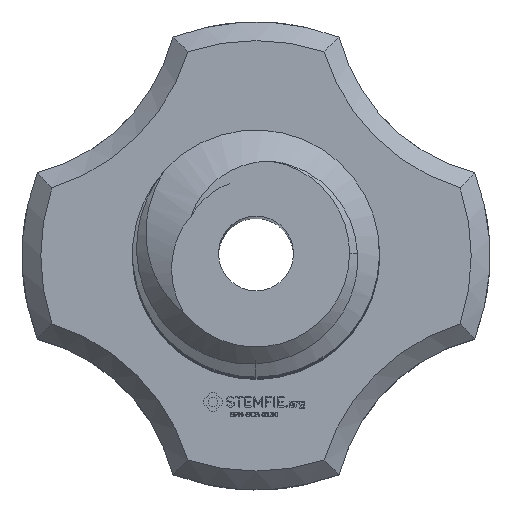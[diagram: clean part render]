
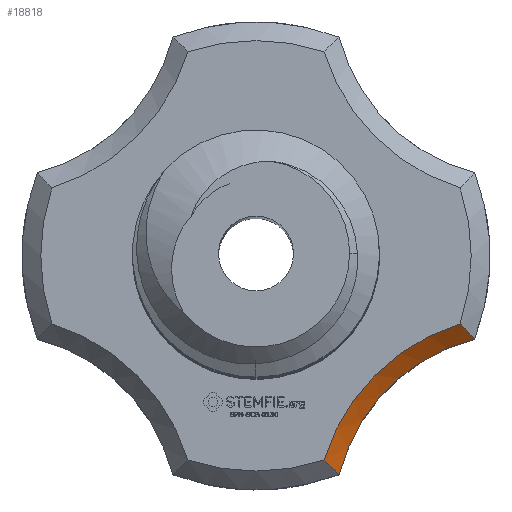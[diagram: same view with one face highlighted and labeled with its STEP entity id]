
A CAD part, top view. The second image highlights one B-rep face of the part: STEP entity #18818.
In plain terms, the highlighted conical face has half-angle 45 degrees and reference radius 5 mm.
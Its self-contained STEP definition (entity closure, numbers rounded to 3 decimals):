
#4279 = VERTEX_POINT('',#4280);
#4280 = CARTESIAN_POINT('',(5.841,-2.225,-0.5));
#4294 = CYLINDRICAL_SURFACE('',#4295,5.);
#4295 = AXIS2_PLACEMENT_3D('',#4296,#4297,#4298);
#4296 = CARTESIAN_POINT('',(7.071,-7.071,0.));
#4297 = DIRECTION('',(-0.,0.,1.));
#4298 = DIRECTION('',(1.,0.,0.));
#4321 = CONICAL_SURFACE('',#4322,6.25,0.785);
#4322 = AXIS2_PLACEMENT_3D('',#4323,#4324,#4325);
#4323 = CARTESIAN_POINT('',(0.,0.,-0.5));
#4324 = DIRECTION('',(0.,0.,-1.));
#4325 = DIRECTION('',(0.934,0.356,0.));
#5045 = EDGE_CURVE('',#4279,#5046,#5048,.T.);
#5046 = VERTEX_POINT('',#5047);
#5047 = CARTESIAN_POINT('',(5.457,-1.814,0.));
#5048 = SURFACE_CURVE('',#5049,(#5054,#5064),.PCURVE_S1.);
#5049 = ELLIPSE('',#5050,7.526,2.577);
#5050 = AXIS2_PLACEMENT_3D('',#5051,#5052,#5053);
#5051 = CARTESIAN_POINT('',(3.536,-3.536,0.125));
#5052 = DIRECTION('',(0.47,-0.47,0.747));
#5053 = DIRECTION('',(0.528,-0.528,-0.664));
#5054 = PCURVE('',#4321,#5055);
#5055 = DEFINITIONAL_REPRESENTATION('',(#5056),#5063);
#5056 = B_SPLINE_CURVE_WITH_KNOTS('',5,(#5057,#5058,#5059,#5060,#5061,
    #5062),.UNSPECIFIED.,.F.,.F.,(6,6),(1.445,1.546),
  .PIECEWISE_BEZIER_KNOTS.);
#5057 = CARTESIAN_POINT('',(0.728,0.));
#5058 = CARTESIAN_POINT('',(0.72,-0.1));
#5059 = CARTESIAN_POINT('',(0.711,-0.199));
#5060 = CARTESIAN_POINT('',(0.703,-0.299));
#5061 = CARTESIAN_POINT('',(0.694,-0.4));
#5062 = CARTESIAN_POINT('',(0.685,-0.5));
#5063 = ( GEOMETRIC_REPRESENTATION_CONTEXT(2) 
PARAMETRIC_REPRESENTATION_CONTEXT() REPRESENTATION_CONTEXT('2D SPACE',''
  ) );
#5064 = PCURVE('',#5065,#5070);
#5065 = CONICAL_SURFACE('',#5066,5.,0.785);
#5066 = AXIS2_PLACEMENT_3D('',#5067,#5068,#5069);
#5067 = CARTESIAN_POINT('',(7.071,-7.071,-0.5));
#5068 = DIRECTION('',(-0.,0.,1.));
#5069 = DIRECTION('',(-0.969,0.246,-0.));
#5070 = DEFINITIONAL_REPRESENTATION('',(#5071),#5078);
#5071 = B_SPLINE_CURVE_WITH_KNOTS('',5,(#5072,#5073,#5074,#5075,#5076,
    #5077),.UNSPECIFIED.,.F.,.F.,(6,6),(1.445,1.546),
  .PIECEWISE_BEZIER_KNOTS.);
#5072 = CARTESIAN_POINT('',(-1.073,0.));
#5073 = CARTESIAN_POINT('',(-1.063,0.1));
#5074 = CARTESIAN_POINT('',(-1.053,0.199));
#5075 = CARTESIAN_POINT('',(-1.043,0.299));
#5076 = CARTESIAN_POINT('',(-1.034,0.4));
#5077 = CARTESIAN_POINT('',(-1.024,0.5));
#5078 = ( GEOMETRIC_REPRESENTATION_CONTEXT(2) 
PARAMETRIC_REPRESENTATION_CONTEXT() REPRESENTATION_CONTEXT('2D SPACE',''
  ) );
#5095 = PLANE('',#5096);
#5096 = AXIS2_PLACEMENT_3D('',#5097,#5098,#5099);
#5097 = CARTESIAN_POINT('',(0.,0.,0.)
  );
#5098 = DIRECTION('',(0.,0.,-1.));
#5099 = DIRECTION('',(1.,0.,0.));
#5111 = VERTEX_POINT('',#5112);
#5112 = CARTESIAN_POINT('',(2.225,-5.841,-0.5));
#5231 = EDGE_CURVE('',#5111,#4279,#5232,.T.);
#5232 = SURFACE_CURVE('',#5233,(#5238,#5245),.PCURVE_S1.);
#5233 = CIRCLE('',#5234,5.);
#5234 = AXIS2_PLACEMENT_3D('',#5235,#5236,#5237);
#5235 = CARTESIAN_POINT('',(7.071,-7.071,-0.5));
#5236 = DIRECTION('',(0.,0.,-1.));
#5237 = DIRECTION('',(-0.969,0.246,-0.));
#5238 = PCURVE('',#4294,#5239);
#5239 = DEFINITIONAL_REPRESENTATION('',(#5240),#5244);
#5240 = LINE('',#5241,#5242);
#5241 = CARTESIAN_POINT('',(-3.39,-0.5));
#5242 = VECTOR('',#5243,1.);
#5243 = DIRECTION('',(-1.,0.));
#5244 = ( GEOMETRIC_REPRESENTATION_CONTEXT(2) 
PARAMETRIC_REPRESENTATION_CONTEXT() REPRESENTATION_CONTEXT('2D SPACE',''
  ) );
#5245 = PCURVE('',#5065,#5246);
#5246 = DEFINITIONAL_REPRESENTATION('',(#5247),#5251);
#5247 = LINE('',#5248,#5249);
#5248 = CARTESIAN_POINT('',(-0.,0.));
#5249 = VECTOR('',#5250,1.);
#5250 = DIRECTION('',(-1.,0.));
#5251 = ( GEOMETRIC_REPRESENTATION_CONTEXT(2) 
PARAMETRIC_REPRESENTATION_CONTEXT() REPRESENTATION_CONTEXT('2D SPACE',''
  ) );
#7066 = EDGE_CURVE('',#7067,#5046,#7069,.T.);
#7067 = VERTEX_POINT('',#7068);
#7068 = CARTESIAN_POINT('',(1.814,-5.457,0.));
#7069 = SURFACE_CURVE('',#7070,(#7075,#7082),.PCURVE_S1.);
#7070 = CIRCLE('',#7071,5.5);
#7071 = AXIS2_PLACEMENT_3D('',#7072,#7073,#7074);
#7072 = CARTESIAN_POINT('',(7.071,-7.071,0.));
#7073 = DIRECTION('',(0.,0.,-1.));
#7074 = DIRECTION('',(-0.969,0.246,-0.));
#7075 = PCURVE('',#5095,#7076);
#7076 = DEFINITIONAL_REPRESENTATION('',(#7077),#7081);
#7077 = CIRCLE('',#7078,5.5);
#7078 = AXIS2_PLACEMENT_2D('',#7079,#7080);
#7079 = CARTESIAN_POINT('',(7.071,7.071));
#7080 = DIRECTION('',(-0.969,-0.246));
#7081 = ( GEOMETRIC_REPRESENTATION_CONTEXT(2) 
PARAMETRIC_REPRESENTATION_CONTEXT() REPRESENTATION_CONTEXT('2D SPACE',''
  ) );
#7082 = PCURVE('',#5065,#7083);
#7083 = DEFINITIONAL_REPRESENTATION('',(#7084),#7088);
#7084 = LINE('',#7085,#7086);
#7085 = CARTESIAN_POINT('',(-0.,0.5));
#7086 = VECTOR('',#7087,1.);
#7087 = DIRECTION('',(-1.,0.));
#7088 = ( GEOMETRIC_REPRESENTATION_CONTEXT(2) 
PARAMETRIC_REPRESENTATION_CONTEXT() REPRESENTATION_CONTEXT('2D SPACE',''
  ) );
#7107 = CONICAL_SURFACE('',#7108,6.25,0.785);
#7108 = AXIS2_PLACEMENT_3D('',#7109,#7110,#7111);
#7109 = CARTESIAN_POINT('',(0.,0.,-0.5));
#7110 = DIRECTION('',(0.,0.,-1.));
#7111 = DIRECTION('',(0.356,-0.934,0.));
#18818 = ADVANCED_FACE('',(#18819),#5065,.F.);
#18819 = FACE_BOUND('',#18820,.T.);
#18820 = EDGE_LOOP('',(#18821,#18849,#18850,#18851));
#18821 = ORIENTED_EDGE('',*,*,#18822,.F.);
#18822 = EDGE_CURVE('',#5111,#7067,#18823,.T.);
#18823 = SURFACE_CURVE('',#18824,(#18829,#18839),.PCURVE_S1.);
#18824 = ELLIPSE('',#18825,7.526,2.577);
#18825 = AXIS2_PLACEMENT_3D('',#18826,#18827,#18828);
#18826 = CARTESIAN_POINT('',(3.536,-3.536,0.125));
#18827 = DIRECTION('',(-0.47,0.47,-0.747));
#18828 = DIRECTION('',(-0.528,0.528,0.664));
#18829 = PCURVE('',#5065,#18830);
#18830 = DEFINITIONAL_REPRESENTATION('',(#18831),#18838);
#18831 = B_SPLINE_CURVE_WITH_KNOTS('',5,(#18832,#18833,#18834,#18835,
    #18836,#18837),.UNSPECIFIED.,.F.,.F.,(6,6),(4.587,
    4.687),.PIECEWISE_BEZIER_KNOTS.);
#18832 = CARTESIAN_POINT('',(0.,0.));
#18833 = CARTESIAN_POINT('',(-0.01,0.1));
#18834 = CARTESIAN_POINT('',(-0.02,0.199));
#18835 = CARTESIAN_POINT('',(-0.03,0.299));
#18836 = CARTESIAN_POINT('',(-0.04,0.4));
#18837 = CARTESIAN_POINT('',(-0.049,0.5));
#18838 = ( GEOMETRIC_REPRESENTATION_CONTEXT(2) 
PARAMETRIC_REPRESENTATION_CONTEXT() REPRESENTATION_CONTEXT('2D SPACE',''
  ) );
#18839 = PCURVE('',#7107,#18840);
#18840 = DEFINITIONAL_REPRESENTATION('',(#18841),#18848);
#18841 = B_SPLINE_CURVE_WITH_KNOTS('',5,(#18842,#18843,#18844,#18845,
    #18846,#18847),.UNSPECIFIED.,.F.,.F.,(6,6),(4.587,
    4.687),.PIECEWISE_BEZIER_KNOTS.);
#18842 = CARTESIAN_POINT('',(0.,0.));
#18843 = CARTESIAN_POINT('',(0.008,-0.1));
#18844 = CARTESIAN_POINT('',(0.017,-0.199));
#18845 = CARTESIAN_POINT('',(0.025,-0.299));
#18846 = CARTESIAN_POINT('',(0.034,-0.4));
#18847 = CARTESIAN_POINT('',(0.043,-0.5));
#18848 = ( GEOMETRIC_REPRESENTATION_CONTEXT(2) 
PARAMETRIC_REPRESENTATION_CONTEXT() REPRESENTATION_CONTEXT('2D SPACE',''
  ) );
#18849 = ORIENTED_EDGE('',*,*,#5231,.T.);
#18850 = ORIENTED_EDGE('',*,*,#5045,.T.);
#18851 = ORIENTED_EDGE('',*,*,#7066,.F.);
